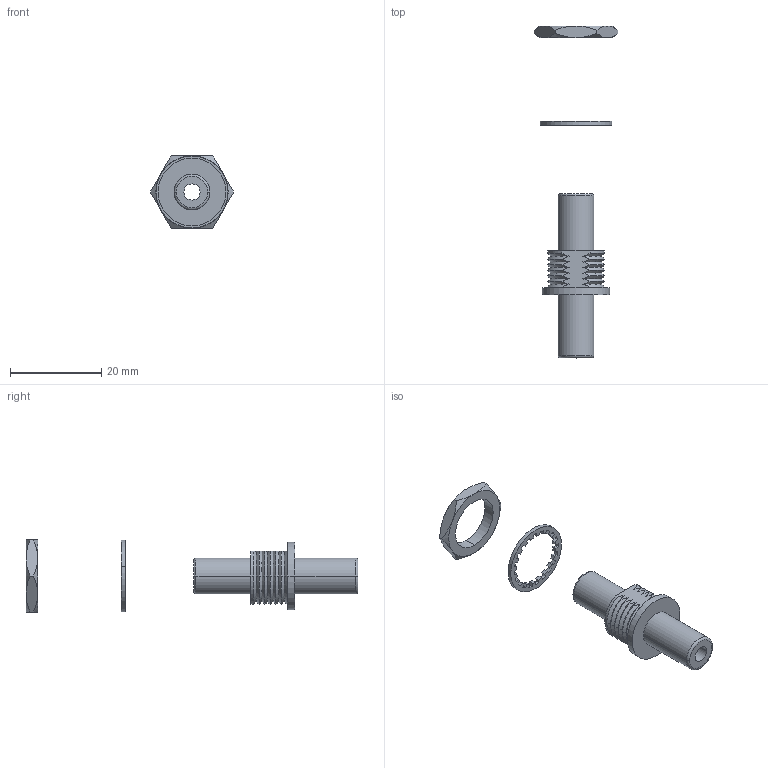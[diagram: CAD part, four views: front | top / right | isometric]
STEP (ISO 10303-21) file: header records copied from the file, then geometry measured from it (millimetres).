
FILE_DESCRIPTION (( 'STEP AP214' ), '1' );
FILE_NAME ('BA35FF.STEP', '2008-05-28T16:08:56', ( ' ' ), ( ' ' ), 'SwSTEP 2.0', 'SolidWorks 2008', '' );
FILE_SCHEMA (( 'AUTOMOTIVE_DESIGN' ));
Length unit declared in the file: inch
Products named in the file (4): 3AA02-008; 3AA03-005; BA35FF; 1AA12-009 MA1
Assembly tree (3 placements, depth 2):
  BA35FF
    3AA03-005
    3AA02-008
    1AA12-009 MA1
Bounding box: 18.33 x 72.86 x 15.88 mm (x, y, z)
Volume: 2410.8 mm3; surface area: 2506.4 mm2
Topology: 3 solids, 3 shells, 167 faces, 432 edges, 274 vertices
Faces by surface type: cylinder 59, plane 56, cone 48, torus 4
Entity records: 6404 total; most frequent: CARTESIAN_POINT 1143, DIRECTION 901, ORIENTED_EDGE 864, EDGE_CURVE 432, AXIS2_PLACEMENT_3D 344, VERTEX_POINT 274, LINE 213, VECTOR 213
